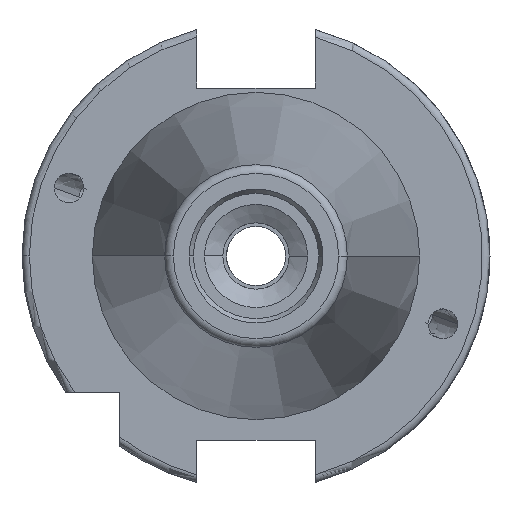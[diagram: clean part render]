
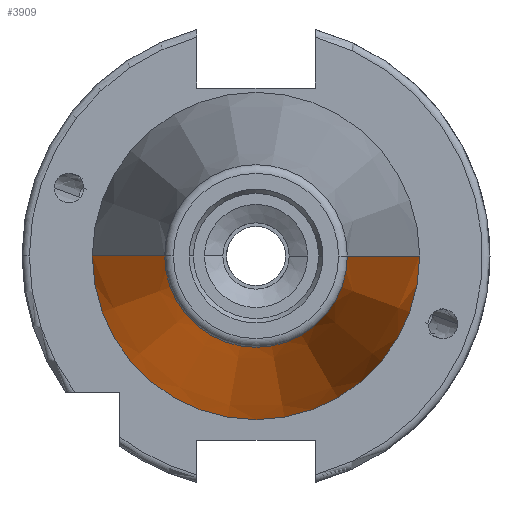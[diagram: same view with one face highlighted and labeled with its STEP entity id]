
A CAD part, left-side view. The second image highlights one B-rep face of the part: STEP entity #3909.
In plain terms, the highlighted conical face has half-angle 8.297 degrees and reference radius 22.225 mm.
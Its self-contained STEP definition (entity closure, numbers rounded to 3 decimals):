
#115 = AXIS2_PLACEMENT_3D ( 'NONE', #2738, #870, #1233 ) ;
#116 = ORIENTED_EDGE ( 'NONE', *, *, #1244, .T. ) ;
#117 = EDGE_CURVE ( 'NONE', #2102, #1919, #4024, .T. ) ;
#191 = ORIENTED_EDGE ( 'NONE', *, *, #117, .T. ) ;
#305 = ORIENTED_EDGE ( 'NONE', *, *, #3382, .F. ) ;
#331 = EDGE_CURVE ( 'NONE', #2102, #3277, #2476, .T. ) ;
#341 = EDGE_LOOP ( 'NONE', ( #2715, #191, #116, #305 ) ) ;
#591 = CARTESIAN_POINT ( 'NONE',  ( 9.9, 22.225, 0. ) ) ;
#870 = DIRECTION ( 'NONE',  ( -1., 0., 0. ) ) ;
#943 = CARTESIAN_POINT ( 'NONE',  ( 9.9, 22.225, 0. ) ) ;
#1023 = AXIS2_PLACEMENT_3D ( 'NONE', #1372, #1360, #1182 ) ;
#1035 = LINE ( 'NONE', #2708, #2915 ) ;
#1182 = DIRECTION ( 'NONE',  ( 0., 1., 0. ) ) ;
#1233 = DIRECTION ( 'NONE',  ( 0., 1., 0. ) ) ;
#1244 = EDGE_CURVE ( 'NONE', #1919, #2920, #3471, .T. ) ;
#1342 = CARTESIAN_POINT ( 'NONE',  ( 9.9, 0., 0. ) ) ;
#1360 = DIRECTION ( 'NONE',  ( -1., 0., 0. ) ) ;
#1372 = CARTESIAN_POINT ( 'NONE',  ( 9.9, 0., 0. ) ) ;
#1919 = VERTEX_POINT ( 'NONE', #943 ) ;
#2102 = VERTEX_POINT ( 'NONE', #2693 ) ;
#2133 = CARTESIAN_POINT ( 'NONE',  ( -57.473, -12.4, 0. ) ) ;
#2281 = AXIS2_PLACEMENT_3D ( 'NONE', #1342, #2423, #2365 ) ;
#2337 = DIRECTION ( 'NONE',  ( 0.99, -0.144, 0. ) ) ;
#2365 = DIRECTION ( 'NONE',  ( 0., -1., 0. ) ) ;
#2423 = DIRECTION ( 'NONE',  ( 1., 0., 0. ) ) ;
#2476 = CIRCLE ( 'NONE', #115, 12.4 ) ;
#2693 = CARTESIAN_POINT ( 'NONE',  ( -57.473, 12.4, 0. ) ) ;
#2708 = CARTESIAN_POINT ( 'NONE',  ( 9.9, -22.225, 0. ) ) ;
#2715 = ORIENTED_EDGE ( 'NONE', *, *, #331, .F. ) ;
#2738 = CARTESIAN_POINT ( 'NONE',  ( -57.473, 0., 0. ) ) ;
#2909 = CONICAL_SURFACE ( 'NONE', #2281, 22.225, 0.145 ) ;
#2915 = VECTOR ( 'NONE', #2337, 1000. ) ;
#2920 = VERTEX_POINT ( 'NONE', #3259 ) ;
#2966 = DIRECTION ( 'NONE',  ( 0.99, 0.144, 0. ) ) ;
#3018 = FACE_OUTER_BOUND ( 'NONE', #341, .T. ) ;
#3259 = CARTESIAN_POINT ( 'NONE',  ( 9.9, -22.225, 0. ) ) ;
#3277 = VERTEX_POINT ( 'NONE', #2133 ) ;
#3382 = EDGE_CURVE ( 'NONE', #3277, #2920, #1035, .T. ) ;
#3471 = CIRCLE ( 'NONE', #1023, 22.225 ) ;
#3746 = VECTOR ( 'NONE', #2966, 1000. ) ;
#3909 = ADVANCED_FACE ( 'NONE', ( #3018 ), #2909, .T. ) ;
#4024 = LINE ( 'NONE', #591, #3746 ) ;
